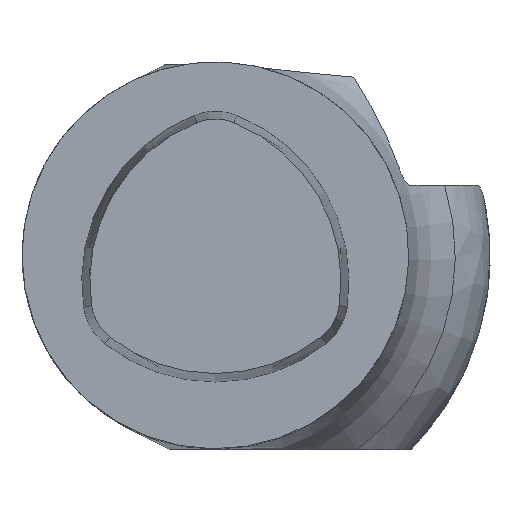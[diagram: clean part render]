
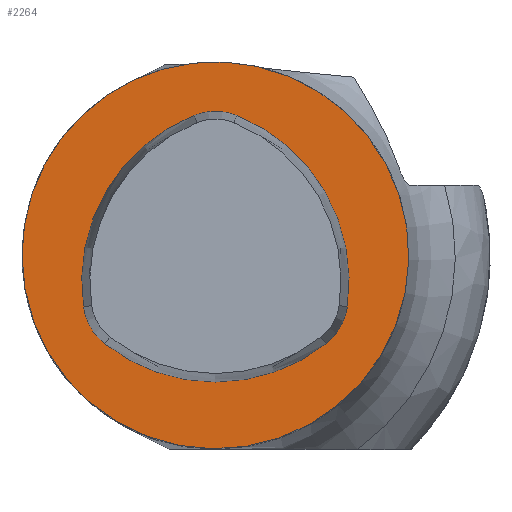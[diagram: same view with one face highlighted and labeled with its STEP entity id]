
A CAD part, top view. The second image highlights one B-rep face of the part: STEP entity #2264.
In plain terms, the highlighted planar face has unit normal (0, 0, 1).
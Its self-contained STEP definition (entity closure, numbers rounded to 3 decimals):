
#2264=ADVANCED_FACE('',(#2907),#2526,.T.);
#2526=PLANE('',#7948);
#2907=FACE_OUTER_BOUND('',#3315,.T.);
#3315=EDGE_LOOP('',(#5283));
#5283=ORIENTED_EDGE('',*,*,#7341,.T.);
#6271=VERTEX_POINT('',#12720);
#7341=EDGE_CURVE('',#6271,#6271,#7463,.T.);
#7463=CIRCLE('',#7947,20.);
#7947=AXIS2_PLACEMENT_3D('',#12719,#9618,#9619);
#7948=AXIS2_PLACEMENT_3D('',#12721,#9620,#9621);
#9618=DIRECTION('',(0.,0.,1.));
#9619=DIRECTION('',(-1.,0.,0.));
#9620=DIRECTION('',(0.,0.,1.));
#9621=DIRECTION('',(1.,0.,0.));
#12719=CARTESIAN_POINT('',(0.,0.,0.));
#12720=CARTESIAN_POINT('',(-20.,0.,0.));
#12721=CARTESIAN_POINT('',(0.,0.,0.));
